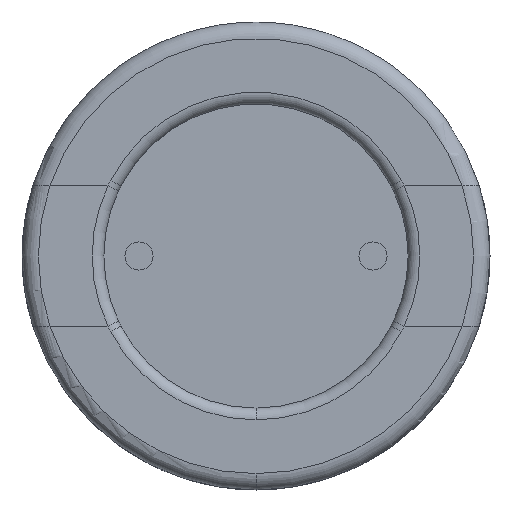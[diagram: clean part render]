
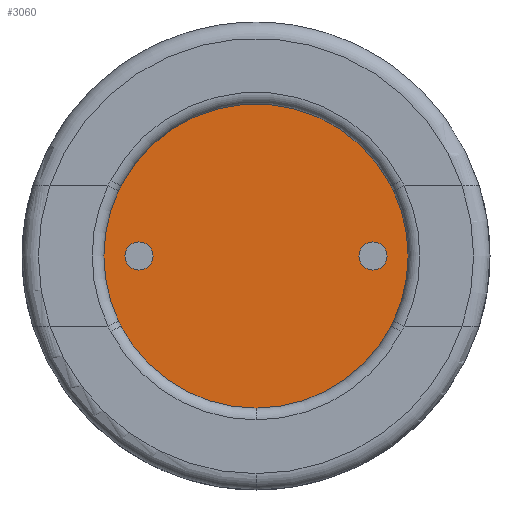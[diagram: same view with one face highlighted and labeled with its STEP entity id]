
A CAD part, front view. The second image highlights one B-rep face of the part: STEP entity #3060.
In plain terms, the highlighted planar face has unit normal (0, -1, 0).
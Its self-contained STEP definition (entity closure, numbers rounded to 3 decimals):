
#8 = VERTEX_POINT ( 'NONE', #2976 ) ;
#113 = CIRCLE ( 'NONE', #2717, 0.3 ) ;
#122 = CIRCLE ( 'NONE', #2513, 3.25 ) ;
#223 = ORIENTED_EDGE ( 'NONE', *, *, #4317, .F. ) ;
#283 = CARTESIAN_POINT ( 'NONE',  ( 2.5, 0.25, 0.3 ) ) ;
#324 = DIRECTION ( 'NONE',  ( 0., 0., -1. ) ) ;
#346 = DIRECTION ( 'NONE',  ( 0., -1., 0. ) ) ;
#352 = CARTESIAN_POINT ( 'NONE',  ( -2.883, 0.25, -1.5 ) ) ;
#384 = DIRECTION ( 'NONE',  ( 0., -1., 0. ) ) ;
#419 = CARTESIAN_POINT ( 'NONE',  ( 2.5, 0.25, 0. ) ) ;
#494 = CARTESIAN_POINT ( 'NONE',  ( 0., 0.25, 0. ) ) ;
#644 = AXIS2_PLACEMENT_3D ( 'NONE', #419, #4056, #1406 ) ;
#700 = CIRCLE ( 'NONE', #3692, 3.25 ) ;
#753 = CARTESIAN_POINT ( 'NONE',  ( -2.936, 0.25, -1.393 ) ) ;
#754 = CARTESIAN_POINT ( 'NONE',  ( 0., 0.25, 0. ) ) ;
#799 = CARTESIAN_POINT ( 'NONE',  ( 0., 0.25, 0. ) ) ;
#856 = ORIENTED_EDGE ( 'NONE', *, *, #2747, .T. ) ;
#871 = CIRCLE ( 'NONE', #3322, 3.25 ) ;
#880 = ORIENTED_EDGE ( 'NONE', *, *, #1936, .T. ) ;
#897 = CARTESIAN_POINT ( 'NONE',  ( 2.936, 0.25, 1.393 ) ) ;
#903 = ORIENTED_EDGE ( 'NONE', *, *, #3374, .F. ) ;
#930 = DIRECTION ( 'NONE',  ( 0., -1., 0. ) ) ;
#949 = DIRECTION ( 'NONE',  ( 0., -1., 0. ) ) ;
#997 = VERTEX_POINT ( 'NONE', #2694 ) ;
#1023 = ORIENTED_EDGE ( 'NONE', *, *, #3486, .F. ) ;
#1024 = CARTESIAN_POINT ( 'NONE',  ( 0., 0.25, -3.25 ) ) ;
#1034 = ORIENTED_EDGE ( 'NONE', *, *, #1574, .T. ) ;
#1054 = ORIENTED_EDGE ( 'NONE', *, *, #2349, .T. ) ;
#1133 = EDGE_CURVE ( 'NONE', #2499, #3251, #4161, .T. ) ;
#1134 = DIRECTION ( 'NONE',  ( 0., 0., -1. ) ) ;
#1199 = VERTEX_POINT ( 'NONE', #1900 ) ;
#1221 = EDGE_LOOP ( 'NONE', ( #2958, #903 ) ) ;
#1301 = DIRECTION ( 'NONE',  ( 0., 0., -1. ) ) ;
#1302 = VERTEX_POINT ( 'NONE', #753 ) ;
#1307 = DIRECTION ( 'NONE',  ( 0., -1., 0. ) ) ;
#1329 = DIRECTION ( 'NONE',  ( 0., 0., -1. ) ) ;
#1391 = AXIS2_PLACEMENT_3D ( 'NONE', #2033, #2073, #1679 ) ;
#1406 = DIRECTION ( 'NONE',  ( 0., 0., 1. ) ) ;
#1438 = CARTESIAN_POINT ( 'NONE',  ( 0., 0.25, 0. ) ) ;
#1502 = DIRECTION ( 'NONE',  ( 0., 0., -1. ) ) ;
#1549 = VERTEX_POINT ( 'NONE', #3665 ) ;
#1563 = CIRCLE ( 'NONE', #644, 0.3 ) ;
#1574 = EDGE_CURVE ( 'NONE', #1302, #2027, #871, .T. ) ;
#1598 = CIRCLE ( 'NONE', #1391, 3.25 ) ;
#1679 = DIRECTION ( 'NONE',  ( 0., 0., -1. ) ) ;
#1694 = CIRCLE ( 'NONE', #2247, 0.3 ) ;
#1700 = CARTESIAN_POINT ( 'NONE',  ( -2.5, 0.25, 0. ) ) ;
#1739 = CARTESIAN_POINT ( 'NONE',  ( 0., 0.25, 0. ) ) ;
#1798 = CIRCLE ( 'NONE', #4048, 3.25 ) ;
#1804 = DIRECTION ( 'NONE',  ( 0., -1., 0. ) ) ;
#1892 = VERTEX_POINT ( 'NONE', #283 ) ;
#1900 = CARTESIAN_POINT ( 'NONE',  ( -2.883, 0.25, 1.5 ) ) ;
#1936 = EDGE_CURVE ( 'NONE', #2875, #997, #122, .T. ) ;
#1943 = AXIS2_PLACEMENT_3D ( 'NONE', #1438, #3078, #1134 ) ;
#1947 = AXIS2_PLACEMENT_3D ( 'NONE', #1700, #384, #1329 ) ;
#1995 = VERTEX_POINT ( 'NONE', #2043 ) ;
#2016 = CARTESIAN_POINT ( 'NONE',  ( 0., 0.25, 0. ) ) ;
#2027 = VERTEX_POINT ( 'NONE', #352 ) ;
#2033 = CARTESIAN_POINT ( 'NONE',  ( 0., 0.25, 0. ) ) ;
#2036 = CARTESIAN_POINT ( 'NONE',  ( -2.5, 0.25, -0.3 ) ) ;
#2043 = CARTESIAN_POINT ( 'NONE',  ( 2.5, 0.25, -0.3 ) ) ;
#2073 = DIRECTION ( 'NONE',  ( 0., -1., 0. ) ) ;
#2081 = CIRCLE ( 'NONE', #3752, 3.25 ) ;
#2137 = CARTESIAN_POINT ( 'NONE',  ( 2.5, 0.25, 0. ) ) ;
#2150 = CIRCLE ( 'NONE', #1947, 0.3 ) ;
#2247 = AXIS2_PLACEMENT_3D ( 'NONE', #3316, #949, #324 ) ;
#2341 = CARTESIAN_POINT ( 'NONE',  ( 0., 0.25, 0. ) ) ;
#2349 = EDGE_CURVE ( 'NONE', #2027, #2875, #700, .T. ) ;
#2361 = AXIS2_PLACEMENT_3D ( 'NONE', #2938, #1307, #2626 ) ;
#2444 = DIRECTION ( 'NONE',  ( 0., 0., -1. ) ) ;
#2474 = DIRECTION ( 'NONE',  ( 0., -1., 0. ) ) ;
#2499 = VERTEX_POINT ( 'NONE', #897 ) ;
#2513 = AXIS2_PLACEMENT_3D ( 'NONE', #2341, #930, #1301 ) ;
#2596 = VERTEX_POINT ( 'NONE', #2036 ) ;
#2626 = DIRECTION ( 'NONE',  ( 0., 0., -1. ) ) ;
#2694 = CARTESIAN_POINT ( 'NONE',  ( 2.883, 0.25, -1.5 ) ) ;
#2717 = AXIS2_PLACEMENT_3D ( 'NONE', #2137, #2474, #4157 ) ;
#2731 = DIRECTION ( 'NONE',  ( 0., 0., -1. ) ) ;
#2747 = EDGE_CURVE ( 'NONE', #2843, #2499, #3554, .T. ) ;
#2803 = AXIS2_PLACEMENT_3D ( 'NONE', #494, #1804, #1502 ) ;
#2843 = VERTEX_POINT ( 'NONE', #3622 ) ;
#2875 = VERTEX_POINT ( 'NONE', #1024 ) ;
#2924 = CARTESIAN_POINT ( 'NONE',  ( 0., 0.25, 0. ) ) ;
#2938 = CARTESIAN_POINT ( 'NONE',  ( 0., 0.25, 0. ) ) ;
#2958 = ORIENTED_EDGE ( 'NONE', *, *, #3018, .F. ) ;
#2976 = CARTESIAN_POINT ( 'NONE',  ( -2.936, 0.25, 1.393 ) ) ;
#2979 = EDGE_CURVE ( 'NONE', #997, #2843, #1598, .T. ) ;
#3018 = EDGE_CURVE ( 'NONE', #1549, #2596, #2150, .T. ) ;
#3025 = DIRECTION ( 'NONE',  ( 0., 0., -1. ) ) ;
#3060 = ADVANCED_FACE ( 'NONE', ( #3450, #3514, #3773 ), #3193, .T. ) ;
#3069 = EDGE_CURVE ( 'NONE', #8, #1302, #1798, .T. ) ;
#3078 = DIRECTION ( 'NONE',  ( 0., -1., 0. ) ) ;
#3095 = DIRECTION ( 'NONE',  ( 0., -1., 0. ) ) ;
#3097 = ORIENTED_EDGE ( 'NONE', *, *, #3970, .T. ) ;
#3153 = DIRECTION ( 'NONE',  ( 0., -1., 0. ) ) ;
#3193 = PLANE ( 'NONE',  #2803 ) ;
#3251 = VERTEX_POINT ( 'NONE', #3531 ) ;
#3316 = CARTESIAN_POINT ( 'NONE',  ( -2.5, 0.25, 0. ) ) ;
#3322 = AXIS2_PLACEMENT_3D ( 'NONE', #2924, #4249, #4318 ) ;
#3374 = EDGE_CURVE ( 'NONE', #2596, #1549, #1694, .T. ) ;
#3415 = EDGE_LOOP ( 'NONE', ( #3898, #856, #3855, #3097, #4138, #3990, #1034, #1054, #880 ) ) ;
#3450 = FACE_BOUND ( 'NONE', #3856, .T. ) ;
#3486 = EDGE_CURVE ( 'NONE', #1892, #1995, #1563, .T. ) ;
#3514 = FACE_BOUND ( 'NONE', #1221, .T. ) ;
#3531 = CARTESIAN_POINT ( 'NONE',  ( 2.883, 0.25, 1.5 ) ) ;
#3548 = CIRCLE ( 'NONE', #1943, 3.25 ) ;
#3554 = CIRCLE ( 'NONE', #2361, 3.25 ) ;
#3622 = CARTESIAN_POINT ( 'NONE',  ( 2.936, 0.25, -1.393 ) ) ;
#3665 = CARTESIAN_POINT ( 'NONE',  ( -2.5, 0.25, 0.3 ) ) ;
#3692 = AXIS2_PLACEMENT_3D ( 'NONE', #2016, #346, #3025 ) ;
#3752 = AXIS2_PLACEMENT_3D ( 'NONE', #1739, #4120, #2731 ) ;
#3773 = FACE_OUTER_BOUND ( 'NONE', #3415, .T. ) ;
#3855 = ORIENTED_EDGE ( 'NONE', *, *, #1133, .T. ) ;
#3856 = EDGE_LOOP ( 'NONE', ( #1023, #223 ) ) ;
#3898 = ORIENTED_EDGE ( 'NONE', *, *, #2979, .T. ) ;
#3953 = AXIS2_PLACEMENT_3D ( 'NONE', #754, #3095, #4060 ) ;
#3959 = EDGE_CURVE ( 'NONE', #1199, #8, #2081, .T. ) ;
#3970 = EDGE_CURVE ( 'NONE', #3251, #1199, #3548, .T. ) ;
#3990 = ORIENTED_EDGE ( 'NONE', *, *, #3069, .T. ) ;
#4048 = AXIS2_PLACEMENT_3D ( 'NONE', #799, #3153, #2444 ) ;
#4056 = DIRECTION ( 'NONE',  ( 0., -1., 0. ) ) ;
#4060 = DIRECTION ( 'NONE',  ( 0., 0., -1. ) ) ;
#4120 = DIRECTION ( 'NONE',  ( 0., -1., 0. ) ) ;
#4138 = ORIENTED_EDGE ( 'NONE', *, *, #3959, .T. ) ;
#4157 = DIRECTION ( 'NONE',  ( 0., 0., 1. ) ) ;
#4161 = CIRCLE ( 'NONE', #3953, 3.25 ) ;
#4249 = DIRECTION ( 'NONE',  ( 0., -1., 0. ) ) ;
#4317 = EDGE_CURVE ( 'NONE', #1995, #1892, #113, .T. ) ;
#4318 = DIRECTION ( 'NONE',  ( 0., 0., -1. ) ) ;
